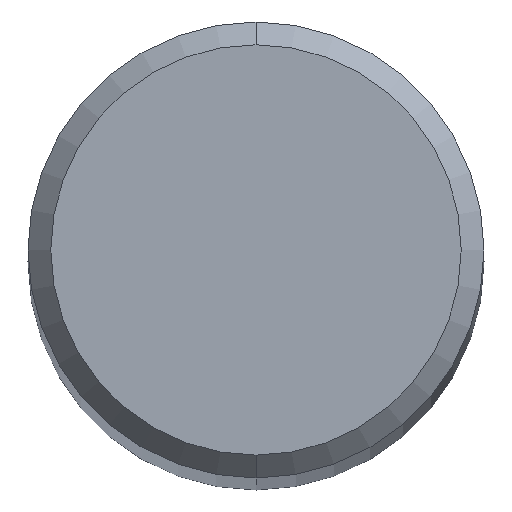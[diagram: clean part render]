
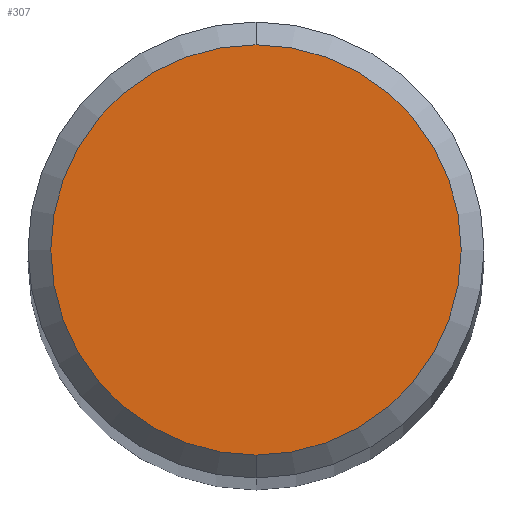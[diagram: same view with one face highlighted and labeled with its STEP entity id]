
A CAD part, top view. The second image highlights one B-rep face of the part: STEP entity #307.
In plain terms, the highlighted planar face has unit normal (0, 0, 1).
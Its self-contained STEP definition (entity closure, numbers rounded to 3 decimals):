
#217=EDGE_CURVE('',#359,#281,#481,.T.);
#281=VERTEX_POINT('',#555);
#307=ADVANCED_FACE('',(#583),#584,.T.);
#315=EDGE_CURVE('',#281,#359,#593,.T.);
#359=VERTEX_POINT('',#641);
#481=CIRCLE('',#844,7.2);
#555=CARTESIAN_POINT('',(0.0,7.2,0.0));
#583=FACE_OUTER_BOUND('',#1030,.T.);
#584=PLANE('',#1031);
#593=CIRCLE('',#1051,7.2);
#641=CARTESIAN_POINT('',(0.,-7.2,0.0));
#844=AXIS2_PLACEMENT_3D('',#1384,#1385,#1386);
#1030=EDGE_LOOP('',(#1516,#1517));
#1031=AXIS2_PLACEMENT_3D('',#1518,#1519,#1520);
#1051=AXIS2_PLACEMENT_3D('',#1529,#1530,#1531);
#1384=CARTESIAN_POINT('',(0.0,0.0,0.0));
#1385=DIRECTION('',(0.0,0.0,-1.0));
#1386=DIRECTION('',(0.0,1.0,0.0));
#1516=ORIENTED_EDGE('',*,*,#315,.F.);
#1517=ORIENTED_EDGE('',*,*,#217,.F.);
#1518=CARTESIAN_POINT('',(0.0,3.6,0.0));
#1519=DIRECTION('',(-0.0,0.0,1.0));
#1520=DIRECTION('',(0.0,-1.0,0.0));
#1529=CARTESIAN_POINT('',(0.0,0.0,0.0));
#1530=DIRECTION('',(0.0,0.0,-1.0));
#1531=DIRECTION('',(0.0,1.0,0.0));
